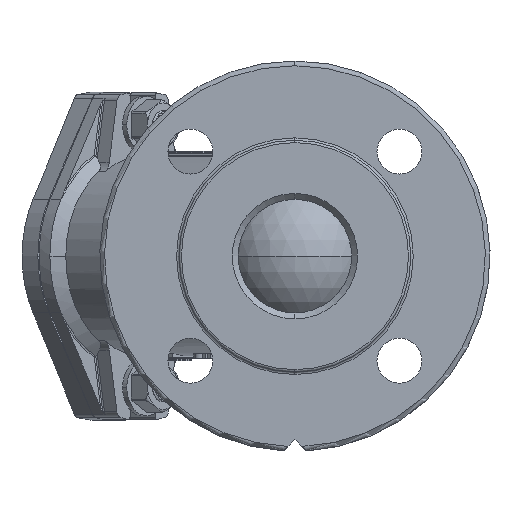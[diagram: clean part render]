
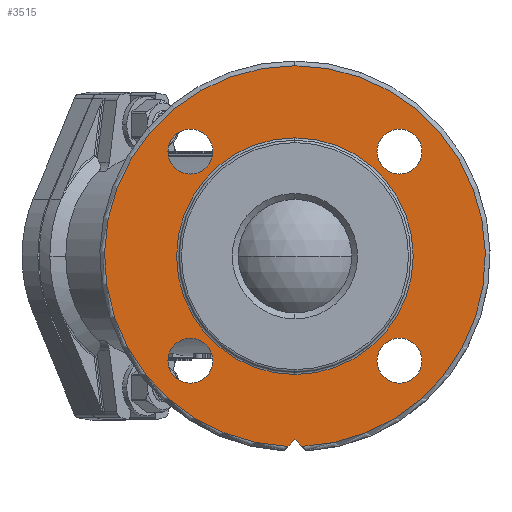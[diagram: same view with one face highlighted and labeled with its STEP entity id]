
A CAD part, left-side view. The second image highlights one B-rep face of the part: STEP entity #3515.
In plain terms, the highlighted planar face has unit normal (-1, 0, 0).
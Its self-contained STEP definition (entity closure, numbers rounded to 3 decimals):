
#342 = ORIENTED_EDGE ( 'NONE', *, *, #31389, .T. ) ;
#800 = EDGE_CURVE ( 'NONE', #6642, #25075, #29814, .T. ) ;
#1253 = DIRECTION ( 'NONE',  ( 0., 0., 1. ) ) ;
#1459 = VERTEX_POINT ( 'NONE', #4096 ) ;
#1544 = AXIS2_PLACEMENT_3D ( 'NONE', #9125, #30151, #1253 ) ;
#1811 = EDGE_LOOP ( 'NONE', ( #32396, #18266, #342, #15983 ) ) ;
#1958 = EDGE_CURVE ( 'NONE', #3628, #28105, #10758, .T. ) ;
#2336 = VERTEX_POINT ( 'NONE', #25269 ) ;
#2495 = VERTEX_POINT ( 'NONE', #25042 ) ;
#2616 = ORIENTED_EDGE ( 'NONE', *, *, #33161, .F. ) ;
#2910 = EDGE_CURVE ( 'NONE', #20997, #13055, #11563, .T. ) ;
#3031 = CIRCLE ( 'NONE', #19192, 9.5 ) ;
#3222 = DIRECTION ( 'NONE',  ( 0., 0., 1. ) ) ;
#3515 = ADVANCED_FACE ( 'NONE', ( #8225, #21507, #19813, #14456, #12816, #5760 ), #32631, .T. ) ;
#3517 = VERTEX_POINT ( 'NONE', #10940 ) ;
#3628 = VERTEX_POINT ( 'NONE', #11280 ) ;
#3830 = EDGE_LOOP ( 'NONE', ( #2616, #23937 ) ) ;
#4070 = CARTESIAN_POINT ( 'NONE',  ( 2., -63.75, -13.75 ) ) ;
#4096 = CARTESIAN_POINT ( 'NONE',  ( 2., 44.194, -53.694 ) ) ;
#4115 = DIRECTION ( 'NONE',  ( -1., 0., 0. ) ) ;
#4272 = DIRECTION ( 'NONE',  ( -1., 0., 0. ) ) ;
#4513 = LINE ( 'NONE', #8666, #26024 ) ;
#4899 = DIRECTION ( 'NONE',  ( 0., 0., 1. ) ) ;
#5591 = VERTEX_POINT ( 'NONE', #19923 ) ;
#5760 = FACE_BOUND ( 'NONE', #3830, .T. ) ;
#5942 = CIRCLE ( 'NONE', #21639, 9.5 ) ;
#6024 = AXIS2_PLACEMENT_3D ( 'NONE', #14960, #10334, #4899 ) ;
#6132 = CIRCLE ( 'NONE', #6024, 80.5 ) ;
#6642 = VERTEX_POINT ( 'NONE', #20277 ) ;
#6718 = DIRECTION ( 'NONE',  ( -1., 0., 0. ) ) ;
#6858 = CIRCLE ( 'NONE', #10969, 9.5 ) ;
#6886 = EDGE_LOOP ( 'NONE', ( #18734, #14569 ) ) ;
#6934 = DIRECTION ( 'NONE',  ( 0., 0., 1. ) ) ;
#7069 = AXIS2_PLACEMENT_3D ( 'NONE', #33192, #6718, #9377 ) ;
#7556 = DIRECTION ( 'NONE',  ( -1., 0., 0. ) ) ;
#7753 = ORIENTED_EDGE ( 'NONE', *, *, #23419, .F. ) ;
#7899 = CARTESIAN_POINT ( 'NONE',  ( 2., 0., 50. ) ) ;
#8225 = FACE_BOUND ( 'NONE', #9101, .T. ) ;
#8340 = VERTEX_POINT ( 'NONE', #29745 ) ;
#8532 = CIRCLE ( 'NONE', #22698, 9.5 ) ;
#8599 = CARTESIAN_POINT ( 'NONE',  ( 2., -50., 0. ) ) ;
#8666 = CARTESIAN_POINT ( 'NONE',  ( 2., 13.75, -63.75 ) ) ;
#9101 = EDGE_LOOP ( 'NONE', ( #16553, #7753 ) ) ;
#9125 = CARTESIAN_POINT ( 'NONE',  ( 2., 44.194, 44.194 ) ) ;
#9377 = DIRECTION ( 'NONE',  ( 0., 0., 1. ) ) ;
#10334 = DIRECTION ( 'NONE',  ( -1., 0., 0. ) ) ;
#10758 = CIRCLE ( 'NONE', #29696, 50. ) ;
#10940 = CARTESIAN_POINT ( 'NONE',  ( 2., 44.194, 53.694 ) ) ;
#10969 = AXIS2_PLACEMENT_3D ( 'NONE', #33182, #4272, #6934 ) ;
#11280 = CARTESIAN_POINT ( 'NONE',  ( 2., 0., -50. ) ) ;
#11290 = CARTESIAN_POINT ( 'NONE',  ( 2., -44.194, 44.194 ) ) ;
#11563 = CIRCLE ( 'NONE', #33482, 9.5 ) ;
#11627 = DIRECTION ( 'NONE',  ( 0., 0., 1. ) ) ;
#12816 = FACE_BOUND ( 'NONE', #28847, .T. ) ;
#13055 = VERTEX_POINT ( 'NONE', #13721 ) ;
#13237 = AXIS2_PLACEMENT_3D ( 'NONE', #27136, #4115, #30349 ) ;
#13256 = CARTESIAN_POINT ( 'NONE',  ( 2., -44.194, 34.694 ) ) ;
#13670 = VECTOR ( 'NONE', #19574, 1000. ) ;
#13721 = CARTESIAN_POINT ( 'NONE',  ( 2., -44.194, 53.694 ) ) ;
#14456 = FACE_OUTER_BOUND ( 'NONE', #1811, .T. ) ;
#14569 = ORIENTED_EDGE ( 'NONE', *, *, #30814, .F. ) ;
#14960 = CARTESIAN_POINT ( 'NONE',  ( 2., 0., 0. ) ) ;
#15436 = CARTESIAN_POINT ( 'NONE',  ( 2., 0., 0. ) ) ;
#15731 = CIRCLE ( 'NONE', #25775, 9.5 ) ;
#15757 = DIRECTION ( 'NONE',  ( 0., 0., 1. ) ) ;
#15983 = ORIENTED_EDGE ( 'NONE', *, *, #800, .T. ) ;
#16058 = EDGE_CURVE ( 'NONE', #3517, #5591, #6858, .T. ) ;
#16227 = ORIENTED_EDGE ( 'NONE', *, *, #2910, .F. ) ;
#16384 = VERTEX_POINT ( 'NONE', #19313 ) ;
#16553 = ORIENTED_EDGE ( 'NONE', *, *, #25072, .F. ) ;
#16836 = CIRCLE ( 'NONE', #7069, 50. ) ;
#17033 = EDGE_CURVE ( 'NONE', #13055, #20997, #8532, .T. ) ;
#17367 = ORIENTED_EDGE ( 'NONE', *, *, #17033, .F. ) ;
#18266 = ORIENTED_EDGE ( 'NONE', *, *, #30812, .F. ) ;
#18504 = DIRECTION ( 'NONE',  ( 0., 0., 1. ) ) ;
#18734 = ORIENTED_EDGE ( 'NONE', *, *, #16058, .F. ) ;
#18981 = DIRECTION ( 'NONE',  ( 0., 0.707, 0.707 ) ) ;
#19192 = AXIS2_PLACEMENT_3D ( 'NONE', #31493, #7556, #20529 ) ;
#19196 = DIRECTION ( 'NONE',  ( -1., 0., 0. ) ) ;
#19271 = DIRECTION ( 'NONE',  ( -1., 0., 0. ) ) ;
#19313 = CARTESIAN_POINT ( 'NONE',  ( 2., -44.194, -53.694 ) ) ;
#19574 = DIRECTION ( 'NONE',  ( 0., 0.707, -0.707 ) ) ;
#19813 = FACE_BOUND ( 'NONE', #6886, .T. ) ;
#19923 = CARTESIAN_POINT ( 'NONE',  ( 2., 44.194, 34.694 ) ) ;
#20277 = CARTESIAN_POINT ( 'NONE',  ( 2., 0., 80.5 ) ) ;
#20529 = DIRECTION ( 'NONE',  ( 0., 0., 1. ) ) ;
#20997 = VERTEX_POINT ( 'NONE', #13256 ) ;
#21507 = FACE_BOUND ( 'NONE', #24947, .T. ) ;
#21639 = AXIS2_PLACEMENT_3D ( 'NONE', #26695, #26478, #18504 ) ;
#21804 = DIRECTION ( 'NONE',  ( 0., 0., 1. ) ) ;
#22306 = CIRCLE ( 'NONE', #1544, 9.5 ) ;
#22532 = VERTEX_POINT ( 'NONE', #25178 ) ;
#22698 = AXIS2_PLACEMENT_3D ( 'NONE', #11290, #30206, #11627 ) ;
#22813 = AXIS2_PLACEMENT_3D ( 'NONE', #15436, #33578, #33699 ) ;
#23255 = EDGE_CURVE ( 'NONE', #2336, #25075, #28109, .T. ) ;
#23419 = EDGE_CURVE ( 'NONE', #16384, #22532, #15731, .T. ) ;
#23937 = ORIENTED_EDGE ( 'NONE', *, *, #1958, .F. ) ;
#24947 = EDGE_LOOP ( 'NONE', ( #17367, #16227 ) ) ;
#25042 = CARTESIAN_POINT ( 'NONE',  ( 2., 44.194, -34.694 ) ) ;
#25072 = EDGE_CURVE ( 'NONE', #22532, #16384, #5942, .T. ) ;
#25075 = VERTEX_POINT ( 'NONE', #31650 ) ;
#25178 = CARTESIAN_POINT ( 'NONE',  ( 2., -44.194, -34.694 ) ) ;
#25269 = CARTESIAN_POINT ( 'NONE',  ( 2., 0., -77.5 ) ) ;
#25506 = EDGE_CURVE ( 'NONE', #2495, #1459, #3031, .T. ) ;
#25775 = AXIS2_PLACEMENT_3D ( 'NONE', #26287, #34017, #15757 ) ;
#26024 = VECTOR ( 'NONE', #18981, 1000. ) ;
#26287 = CARTESIAN_POINT ( 'NONE',  ( 2., -44.194, -44.194 ) ) ;
#26301 = EDGE_CURVE ( 'NONE', #1459, #2495, #32763, .T. ) ;
#26427 = AXIS2_PLACEMENT_3D ( 'NONE', #8599, #29978, #21804 ) ;
#26478 = DIRECTION ( 'NONE',  ( -1., 0., 0. ) ) ;
#26695 = CARTESIAN_POINT ( 'NONE',  ( 2., -44.194, -44.194 ) ) ;
#27132 = CARTESIAN_POINT ( 'NONE',  ( 2., 0., 0. ) ) ;
#27136 = CARTESIAN_POINT ( 'NONE',  ( 2., 44.194, -44.194 ) ) ;
#27278 = CARTESIAN_POINT ( 'NONE',  ( 2., -44.194, 44.194 ) ) ;
#28105 = VERTEX_POINT ( 'NONE', #7899 ) ;
#28109 = LINE ( 'NONE', #4070, #13670 ) ;
#28847 = EDGE_LOOP ( 'NONE', ( #32630, #29328 ) ) ;
#29328 = ORIENTED_EDGE ( 'NONE', *, *, #26301, .F. ) ;
#29696 = AXIS2_PLACEMENT_3D ( 'NONE', #27132, #19271, #32536 ) ;
#29745 = CARTESIAN_POINT ( 'NONE',  ( 2., -2.946, -80.446 ) ) ;
#29814 = CIRCLE ( 'NONE', #22813, 80.5 ) ;
#29978 = DIRECTION ( 'NONE',  ( -1., 0., 0. ) ) ;
#30151 = DIRECTION ( 'NONE',  ( -1., 0., 0. ) ) ;
#30206 = DIRECTION ( 'NONE',  ( -1., 0., 0. ) ) ;
#30349 = DIRECTION ( 'NONE',  ( 0., 0., 1. ) ) ;
#30812 = EDGE_CURVE ( 'NONE', #8340, #2336, #4513, .T. ) ;
#30814 = EDGE_CURVE ( 'NONE', #5591, #3517, #22306, .T. ) ;
#31389 = EDGE_CURVE ( 'NONE', #8340, #6642, #6132, .T. ) ;
#31493 = CARTESIAN_POINT ( 'NONE',  ( 2., 44.194, -44.194 ) ) ;
#31650 = CARTESIAN_POINT ( 'NONE',  ( 2., 2.946, -80.446 ) ) ;
#32396 = ORIENTED_EDGE ( 'NONE', *, *, #23255, .F. ) ;
#32536 = DIRECTION ( 'NONE',  ( 0., 0., 1. ) ) ;
#32630 = ORIENTED_EDGE ( 'NONE', *, *, #25506, .F. ) ;
#32631 = PLANE ( 'NONE',  #26427 ) ;
#32763 = CIRCLE ( 'NONE', #13237, 9.5 ) ;
#33161 = EDGE_CURVE ( 'NONE', #28105, #3628, #16836, .T. ) ;
#33182 = CARTESIAN_POINT ( 'NONE',  ( 2., 44.194, 44.194 ) ) ;
#33192 = CARTESIAN_POINT ( 'NONE',  ( 2., 0., 0. ) ) ;
#33482 = AXIS2_PLACEMENT_3D ( 'NONE', #27278, #19196, #3222 ) ;
#33578 = DIRECTION ( 'NONE',  ( -1., 0., 0. ) ) ;
#33699 = DIRECTION ( 'NONE',  ( 0., 0., 1. ) ) ;
#34017 = DIRECTION ( 'NONE',  ( -1., 0., 0. ) ) ;
